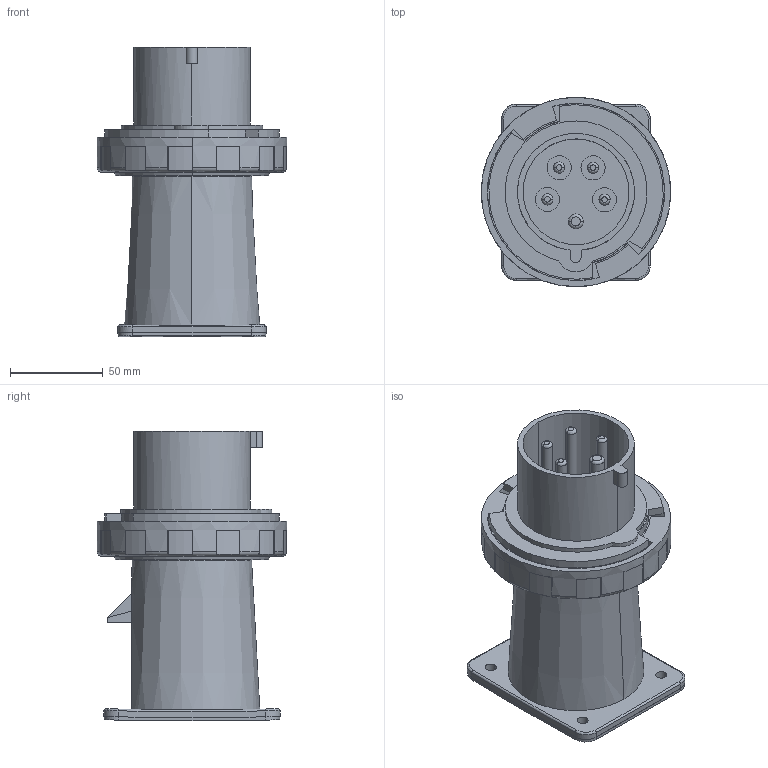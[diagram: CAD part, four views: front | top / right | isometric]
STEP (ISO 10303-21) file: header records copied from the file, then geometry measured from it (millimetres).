
FILE_DESCRIPTION((''),'2;1');
FILE_NAME('GW60242_ASM','2021-09-29T13:21:49',('User'),('Axiro Italia'),'CREO PARAMETRIC BY PTC INC, 2020354','CREO PARAMETRIC BY PTC INC, 2020354','');
FILE_SCHEMA(('CONFIG_CONTROL_DESIGN'));
Length unit declared in the file: millimetre
Products named in the file (4): GW60242_COMPONENTE_A_OR; GW60242_COMPONENTE_B_OR; GW60242_COMPONENTE_C_OR; GW60242_ASM
Assembly tree (3 placements, depth 2):
  GW60242_ASM
    GW60242_COMPONENTE_A_OR
    GW60242_COMPONENTE_B_OR
    GW60242_COMPONENTE_C_OR
Bounding box: 102 x 102 x 156.13 mm (x, y, z)
Volume: 221080.8 mm3; surface area: 118125.7 mm2
Topology: 3 solids, 3 shells, 295 faces, 756 edges, 489 vertices
Faces by surface type: plane 129, cylinder 125, bspline 23, cone 10, torus 8
Entity records: 10847 total; most frequent: CARTESIAN_POINT 3435, DIRECTION 1604, ORIENTED_EDGE 1512, EDGE_CURVE 756, AXIS2_PLACEMENT_3D 638, VERTEX_POINT 489, CIRCLE 359, EDGE_LOOP 329
